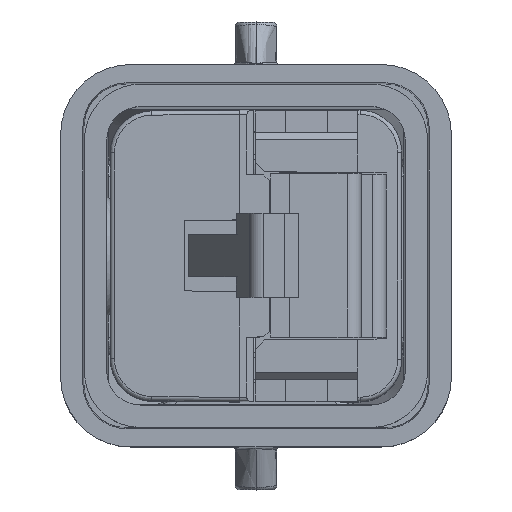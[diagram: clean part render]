
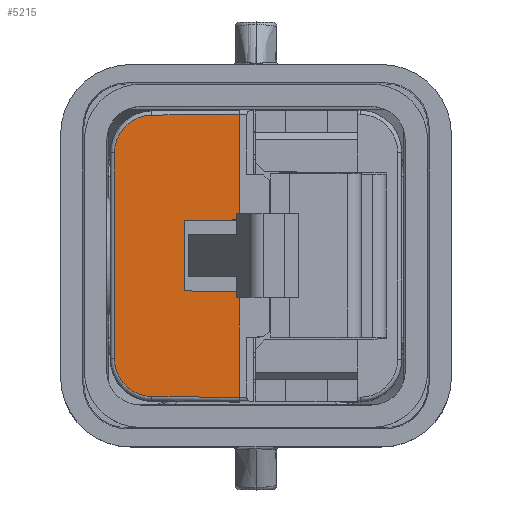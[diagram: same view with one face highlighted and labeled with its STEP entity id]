
A CAD part, top view. The second image highlights one B-rep face of the part: STEP entity #5215.
In plain terms, the highlighted planar face has unit normal (-0.009, 0, 1).
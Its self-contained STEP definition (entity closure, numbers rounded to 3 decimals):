
#388=ELLIPSE('',#19118,2.7,2.7);
#389=ELLIPSE('',#19119,2.7,2.7);
#545=PLANE('',#19120);
#2151=LINE('',#36229,#3670);
#2156=LINE('',#36239,#3675);
#2165=LINE('',#36256,#3684);
#2178=LINE('',#36282,#3697);
#2240=LINE('',#36430,#3759);
#2241=LINE('',#36434,#3760);
#2242=LINE('',#36438,#3761);
#2243=LINE('',#36439,#3762);
#3670=VECTOR('',#21187,1.);
#3675=VECTOR('',#21194,1.);
#3684=VECTOR('',#21205,1.);
#3697=VECTOR('',#21224,1.);
#3759=VECTOR('',#21342,1.);
#3760=VECTOR('',#21345,1.);
#3761=VECTOR('',#21348,1.);
#3762=VECTOR('',#21349,1.);
#5215=ADVANCED_FACE('',(#6185),#545,.T.);
#6185=FACE_OUTER_BOUND('',#7137,.T.);
#7137=EDGE_LOOP('',(#9325,#9326,#9327,#9328,#9329,#9330,#9331,#9332,#9333,
#9334));
#9325=ORIENTED_EDGE('',*,*,#15932,.F.);
#9326=ORIENTED_EDGE('',*,*,#16036,.T.);
#9327=ORIENTED_EDGE('',*,*,#16037,.T.);
#9328=ORIENTED_EDGE('',*,*,#16038,.T.);
#9329=ORIENTED_EDGE('',*,*,#16039,.T.);
#9330=ORIENTED_EDGE('',*,*,#16040,.T.);
#9331=ORIENTED_EDGE('',*,*,#15937,.F.);
#9332=ORIENTED_EDGE('',*,*,#15946,.F.);
#9333=ORIENTED_EDGE('',*,*,#16041,.F.);
#9334=ORIENTED_EDGE('',*,*,#15960,.T.);
#13976=VERTEX_POINT('',#36228);
#13977=VERTEX_POINT('',#36230);
#13980=VERTEX_POINT('',#36238);
#13981=VERTEX_POINT('',#36240);
#13987=VERTEX_POINT('',#36255);
#13998=VERTEX_POINT('',#36283);
#14056=VERTEX_POINT('',#36431);
#14057=VERTEX_POINT('',#36433);
#14058=VERTEX_POINT('',#36435);
#14059=VERTEX_POINT('',#36437);
#15932=EDGE_CURVE('',#13976,#13977,#2151,.T.);
#15937=EDGE_CURVE('',#13980,#13981,#2156,.T.);
#15946=EDGE_CURVE('',#13987,#13980,#2165,.T.);
#15960=EDGE_CURVE('',#13998,#13977,#2178,.T.);
#16036=EDGE_CURVE('',#13976,#14056,#2240,.T.);
#16037=EDGE_CURVE('',#14056,#14057,#388,.T.);
#16038=EDGE_CURVE('',#14057,#14058,#2241,.T.);
#16039=EDGE_CURVE('',#14058,#14059,#389,.T.);
#16040=EDGE_CURVE('',#14059,#13981,#2242,.T.);
#16041=EDGE_CURVE('',#13998,#13987,#2243,.T.);
#19118=AXIS2_PLACEMENT_3D('',#36432,#21343,#21344);
#19119=AXIS2_PLACEMENT_3D('',#36436,#21346,#21347);
#19120=AXIS2_PLACEMENT_3D('',#36440,#21350,#21351);
#21187=DIRECTION('',(0.,-1.,0.));
#21194=DIRECTION('',(0.,-1.,0.));
#21205=DIRECTION('',(1.,-0.017,0.009));
#21224=DIRECTION('',(1.,0.017,0.009));
#21342=DIRECTION('',(-1.,-0.009,-0.009));
#21343=DIRECTION('',(-0.009,0.,1.));
#21344=DIRECTION('',(-1.,0.,-0.009));
#21345=DIRECTION('',(0.,-1.,0.));
#21346=DIRECTION('',(-0.009,0.,1.));
#21347=DIRECTION('',(-1.,0.,-0.009));
#21348=DIRECTION('',(1.,-0.009,0.009));
#21349=DIRECTION('',(0.,-1.,0.));
#21350=DIRECTION('',(-0.009,0.,1.));
#21351=DIRECTION('',(0.,-1.,0.));
#36228=CARTESIAN_POINT('',(-1.2,10.1,-25.5));
#36229=CARTESIAN_POINT('',(-1.2,10.1,-25.5));
#36230=CARTESIAN_POINT('',(-1.2,2.568,-25.5));
#36238=CARTESIAN_POINT('',(-1.2,-2.568,-25.5));
#36239=CARTESIAN_POINT('',(-1.2,-2.568,-25.5));
#36240=CARTESIAN_POINT('',(-1.2,-10.1,-25.5));
#36255=CARTESIAN_POINT('',(-5.1,-2.5,-25.534));
#36256=CARTESIAN_POINT('',(-5.1,-2.5,-25.534));
#36282=CARTESIAN_POINT('',(-5.1,2.5,-25.534));
#36283=CARTESIAN_POINT('',(-5.1,2.5,-25.534));
#36430=CARTESIAN_POINT('',(-1.379,10.098,-25.501));
#36431=CARTESIAN_POINT('',(-7.426,10.046,-25.554));
#36432=CARTESIAN_POINT('',(-7.403,7.346,-25.554));
#36433=CARTESIAN_POINT('',(-10.103,7.346,-25.577));
#36434=CARTESIAN_POINT('',(-10.103,7.346,-25.577));
#36435=CARTESIAN_POINT('',(-10.103,-7.346,-25.577));
#36436=CARTESIAN_POINT('',(-7.403,-7.346,-25.554));
#36437=CARTESIAN_POINT('',(-7.426,-10.046,-25.554));
#36438=CARTESIAN_POINT('',(-1.197,-10.1,-25.5));
#36439=CARTESIAN_POINT('',(-5.1,2.5,-25.534));
#36440=CARTESIAN_POINT('',(-1.2,-10.4,-25.5));
